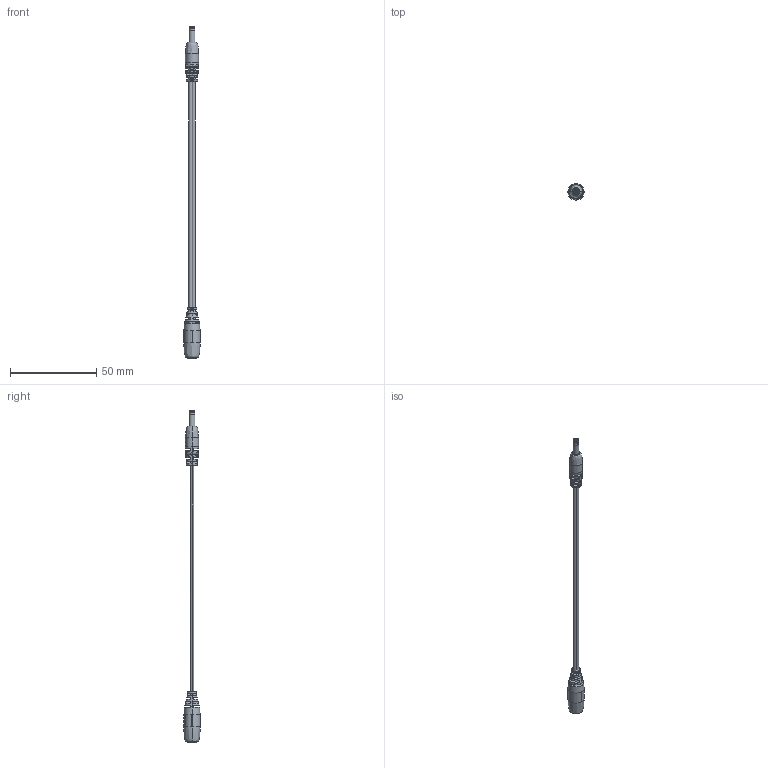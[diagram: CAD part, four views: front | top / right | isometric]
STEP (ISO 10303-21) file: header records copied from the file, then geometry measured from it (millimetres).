
FILE_DESCRIPTION (( 'STEP AP214' ), '1' );
FILE_NAME ('10-01079.STEP', '2015-10-16T16:55:26', ( 'Joel' ), ( 'Microsoft' ), 'SwSTEP 2.0', 'SolidWorks 2015', '' );
FILE_SCHEMA (( 'AUTOMOTIVE_DESIGN' ));
Length unit declared in the file: millimetre
Products named in the file (14): 24-00005; 24-00002_default; 30-00003_wbc; 10-01079; 50-00057; 50-00057 shell; 50-00057 pin; 50-00057 insulator; 50-00057 contact; 50-00056; 50-00056 shell; 50-00056 pin; 50-00056 insulator; 50-00056 insulator block
Assembly tree (13 placements, depth 3):
  10-01079
    30-00003_wbc
    24-00002_default
    24-00005
    50-00056
      50-00056 insulator block
      50-00056 insulator
      50-00056 pin
      50-00056 shell
    50-00057
      50-00057 contact
      50-00057 insulator
      50-00057 pin
      50-00057 shell
Bounding box: 9.4 x 9.4 x 192.62 mm (x, y, z)
Volume: 2890.5 mm3; surface area: 9335.1 mm2
Topology: 46 solids, 46 shells, 888 faces, 2103 edges, 1332 vertices
Faces by surface type: plane 305, cylinder 279, bspline 191, cone 58, torus 55
Entity records: 34650 total; most frequent: CARTESIAN_POINT 12340, ORIENTED_EDGE 4174, DIRECTION 3770, EDGE_CURVE 2087, AXIS2_PLACEMENT_3D 1549, VERTEX_POINT 1332, EDGE_LOOP 997, ADVANCED_FACE 888
